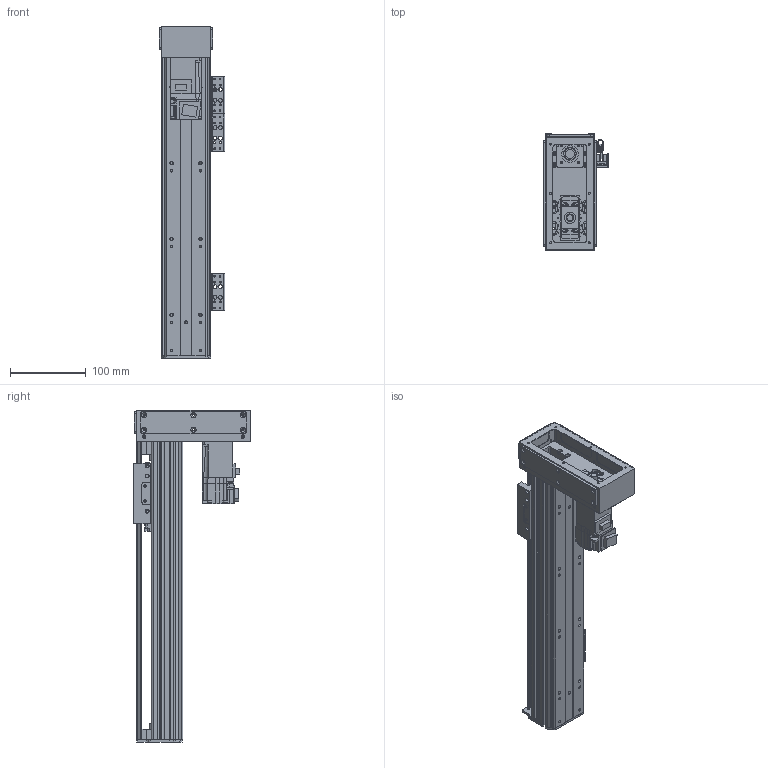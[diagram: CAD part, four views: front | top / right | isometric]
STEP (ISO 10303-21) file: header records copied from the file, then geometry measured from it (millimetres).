
FILE_DESCRIPTION(/* description */ ('MANUFACTURE'),/* implementation_level */ '2;1');
FILE_NAME(/* name */ 'HG65-D10-N-0250-R10.stp',/* time_stamp */ '2024-04-04T12:48:39+09:00',/* author */ ('User'),/* organization */ (''),/* preprocessor_version */ 'ST-DEVELOPER v18.1',/* originating_system */ 'Autodesk Inventor 2022',/* authorisation */ 'LIP');
FILE_SCHEMA (('AUTOMOTIVE_DESIGN { 1 0 10303 214 3 1 1 }'));
Products named in the file (21): HG65-D10-N-0500-R10 - 간소화; HR65 R BASE; HR65,75 SENSOR DOG; HR65 REAR COVER; HR65 FRONT BLOCK; HR65 FRONT BLOCK_1; hsr_ftht_A-M6F_grease_nipple_joint; HR65 UPCOVER (S); NIPPLE CAP(신규); HC1STOPPER; MOTOR PLATE-100W(MITSUBISHI); hg-kr13_; 화살표; HR65 TABLE(Wide&Normal); ESF1210 NUT; SENSOR BRK(EE-SX674A); EE_SX674A; HR65 d MOTOR PLATE (100W)-사출; HC65-D-BELT COVER-상면; HC65-D-BELT COVER; HR65-BELT COVER-COVER2
Assembly tree (33 placements, depth 2):
  HG65-D10-N-0500-R10 - 간소화
    HR65 R BASE
    HR65,75 SENSOR DOG
    SENSOR BRK(EE-SX674A)  x3
    EE_SX674A  x3
    HR65 REAR COVER
    HR65 FRONT BLOCK
    HR65 FRONT BLOCK_1
    HC1STOPPER  x4
    hsr_ftht_A-M6F_grease_nipple_joint  x3
    HR65 UPCOVER (S)
    NIPPLE CAP(신규)  x3
    MOTOR PLATE-100W(MITSUBISHI)
    hg-kr13_
    화살표  x2
    HR65 TABLE(Wide&Normal)
    ESF1210 NUT
    HR65 d MOTOR PLATE (100W)-사출
    HC65-D-BELT COVER-상면
    HC65-D-BELT COVER
    HR65-BELT COVER-COVER2  x2
Bounding box: 87 x 154 x 438 mm (x, y, z)
Volume: 812139.7 mm3; surface area: 399459.3 mm2
Topology: 33 solids, 33 shells, 2653 faces, 7314 edges, 4812 vertices
Faces by surface type: plane 1762, cylinder 655, cone 173, sphere 24, bspline 21, torus 18
Full cylindrical faces by diameter (mm): 2.459 x76, 3 x18, 3.242 x42, 3.4 x28, 3.5 x14, 4 x12, 4.134 x1, 4.5 x39, 4.917 x5, 5 x12, 5.6 x5, 5.9 x2, 6 x17, 6.5 x10, 8 x10, 9 x4, 10 x1, 12 x1, 15 x1, 16 x1, 17 x1, 22 x2, 24 x1, 24.5 x1, 28 x2, 29.4 x1, 30 x2
Entity records: 74996 total; most frequent: CARTESIAN_POINT 14714, ORIENTED_EDGE 12384, DIRECTION 11833, EDGE_CURVE 6192, LINE 4785, VECTOR 4785, VERTEX_POINT 4105, AXIS2_PLACEMENT_3D 3524
